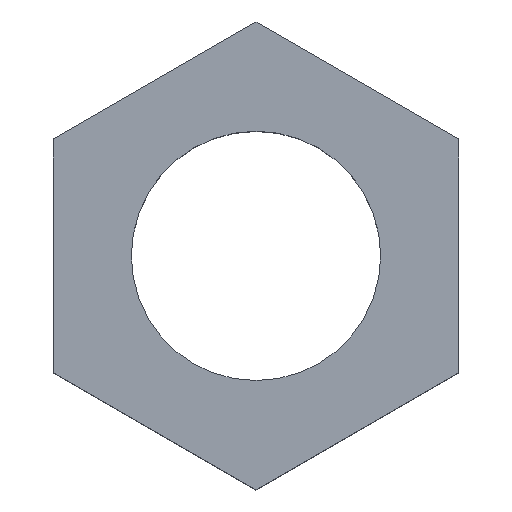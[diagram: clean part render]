
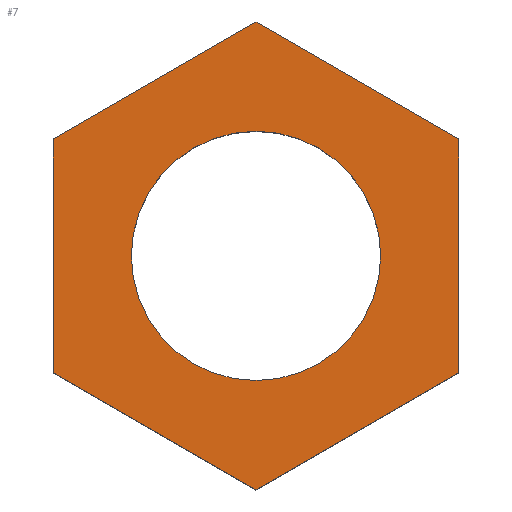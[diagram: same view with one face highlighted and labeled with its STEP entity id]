
A CAD part, top view. The second image highlights one B-rep face of the part: STEP entity #7.
In plain terms, the highlighted planar face has unit normal (0, 0, 1).
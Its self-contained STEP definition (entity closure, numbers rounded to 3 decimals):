
#7 = ADVANCED_FACE ( 'NONE', ( #371, #322 ), #306, .T. ) ;
#19 = EDGE_CURVE ( 'NONE', #203, #204, #51, .T. ) ;
#27 = EDGE_CURVE ( 'NONE', #204, #205, #46, .T. ) ;
#39 = EDGE_CURVE ( 'NONE', #205, #206, #76, .T. ) ;
#40 = AXIS2_PLACEMENT_3D ( 'NONE', #300, #299, #298 ) ;
#43 = EDGE_CURVE ( 'NONE', #150, #188, #65, .T. ) ;
#45 = VECTOR ( 'NONE', #362, 1000. ) ;
#46 = LINE ( 'NONE', #347, #66 ) ;
#49 = EDGE_CURVE ( 'NONE', #206, #150, #340, .T. ) ;
#51 = LINE ( 'NONE', #350, #45 ) ;
#65 = LINE ( 'NONE', #316, #341 ) ;
#66 = VECTOR ( 'NONE', #327, 1000. ) ;
#71 = EDGE_CURVE ( 'NONE', #198, #199, #118, .T. ) ;
#74 = VECTOR ( 'NONE', #325, 1000. ) ;
#76 = LINE ( 'NONE', #318, #74 ) ;
#94 = AXIS2_PLACEMENT_3D ( 'NONE', #244, #243, #242 ) ;
#118 = CIRCLE ( 'NONE', #40, 4. ) ;
#127 = EDGE_LOOP ( 'NONE', ( #174, #165 ) ) ;
#150 = VERTEX_POINT ( 'NONE', #276 ) ;
#151 = ORIENTED_EDGE ( 'NONE', *, *, #43, .T. ) ;
#153 = ORIENTED_EDGE ( 'NONE', *, *, #377, .T. ) ;
#155 = LINE ( 'NONE', #251, #315 ) ;
#156 = CIRCLE ( 'NONE', #94, 4. ) ;
#165 = ORIENTED_EDGE ( 'NONE', *, *, #71, .F. ) ;
#166 = ORIENTED_EDGE ( 'NONE', *, *, #49, .T. ) ;
#169 = ORIENTED_EDGE ( 'NONE', *, *, #27, .T. ) ;
#174 = ORIENTED_EDGE ( 'NONE', *, *, #364, .F. ) ;
#175 = ORIENTED_EDGE ( 'NONE', *, *, #39, .T. ) ;
#182 = ORIENTED_EDGE ( 'NONE', *, *, #19, .T. ) ;
#188 = VERTEX_POINT ( 'NONE', #275 ) ;
#198 = VERTEX_POINT ( 'NONE', #269 ) ;
#199 = VERTEX_POINT ( 'NONE', #262 ) ;
#203 = VERTEX_POINT ( 'NONE', #267 ) ;
#204 = VERTEX_POINT ( 'NONE', #240 ) ;
#205 = VERTEX_POINT ( 'NONE', #272 ) ;
#206 = VERTEX_POINT ( 'NONE', #229 ) ;
#221 = AXIS2_PLACEMENT_3D ( 'NONE', #335, #366, #252 ) ;
#229 = CARTESIAN_POINT ( 'NONE',  ( 0., -7.506, 5. ) ) ;
#240 = CARTESIAN_POINT ( 'NONE',  ( -6.5, 3.753, 5. ) ) ;
#242 = DIRECTION ( 'NONE',  ( 1., 0., 0. ) ) ;
#243 = DIRECTION ( 'NONE',  ( 0., 0., 1. ) ) ;
#244 = CARTESIAN_POINT ( 'NONE',  ( 0., 0., 5. ) ) ;
#251 = CARTESIAN_POINT ( 'NONE',  ( 6.5, 3.753, 5. ) ) ;
#252 = DIRECTION ( 'NONE',  ( 1., 0., 0. ) ) ;
#253 = DIRECTION ( 'NONE',  ( -0.866, 0.5, 0. ) ) ;
#262 = CARTESIAN_POINT ( 'NONE',  ( -4., 0., 5. ) ) ;
#267 = CARTESIAN_POINT ( 'NONE',  ( 0., 7.506, 5. ) ) ;
#269 = CARTESIAN_POINT ( 'NONE',  ( 4., 0., 5. ) ) ;
#272 = CARTESIAN_POINT ( 'NONE',  ( -6.5, -3.753, 5. ) ) ;
#275 = CARTESIAN_POINT ( 'NONE',  ( 6.5, 3.753, 5. ) ) ;
#276 = CARTESIAN_POINT ( 'NONE',  ( 6.5, -3.753, 5. ) ) ;
#298 = DIRECTION ( 'NONE',  ( 1., 0., 0. ) ) ;
#299 = DIRECTION ( 'NONE',  ( 0., 0., 1. ) ) ;
#300 = CARTESIAN_POINT ( 'NONE',  ( 0., 0., 5. ) ) ;
#305 = DIRECTION ( 'NONE',  ( 0.866, 0.5, 0. ) ) ;
#306 = PLANE ( 'NONE',  #221 ) ;
#309 = CARTESIAN_POINT ( 'NONE',  ( 0., -7.506, 5. ) ) ;
#312 = DIRECTION ( 'NONE',  ( 0., 1., 0. ) ) ;
#315 = VECTOR ( 'NONE', #253, 1000. ) ;
#316 = CARTESIAN_POINT ( 'NONE',  ( 6.5, -3.753, 5. ) ) ;
#318 = CARTESIAN_POINT ( 'NONE',  ( -6.5, -3.753, 5. ) ) ;
#322 = FACE_BOUND ( 'NONE', #127, .T. ) ;
#325 = DIRECTION ( 'NONE',  ( 0.866, -0.5, 0. ) ) ;
#327 = DIRECTION ( 'NONE',  ( 0., -1., 0. ) ) ;
#335 = CARTESIAN_POINT ( 'NONE',  ( 0., 0., 5. ) ) ;
#339 = VECTOR ( 'NONE', #305, 1000. ) ;
#340 = LINE ( 'NONE', #309, #339 ) ;
#341 = VECTOR ( 'NONE', #312, 1000. ) ;
#347 = CARTESIAN_POINT ( 'NONE',  ( -6.5, 3.753, 5. ) ) ;
#350 = CARTESIAN_POINT ( 'NONE',  ( 0., 7.506, 5. ) ) ;
#360 = EDGE_LOOP ( 'NONE', ( #151, #153, #182, #169, #175, #166 ) ) ;
#362 = DIRECTION ( 'NONE',  ( -0.866, -0.5, 0. ) ) ;
#364 = EDGE_CURVE ( 'NONE', #199, #198, #156, .T. ) ;
#366 = DIRECTION ( 'NONE',  ( 0., 0., 1. ) ) ;
#371 = FACE_OUTER_BOUND ( 'NONE', #360, .T. ) ;
#377 = EDGE_CURVE ( 'NONE', #188, #203, #155, .T. ) ;
